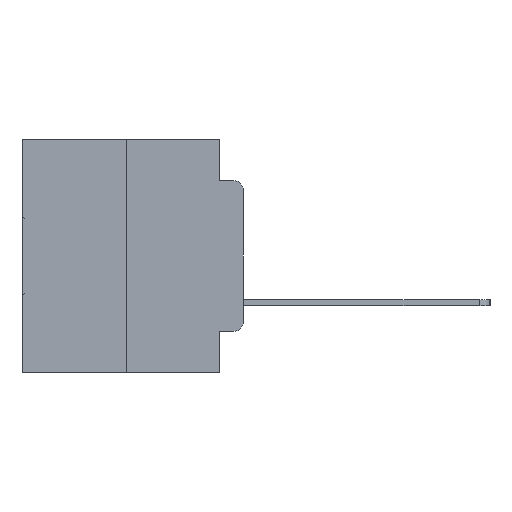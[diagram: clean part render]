
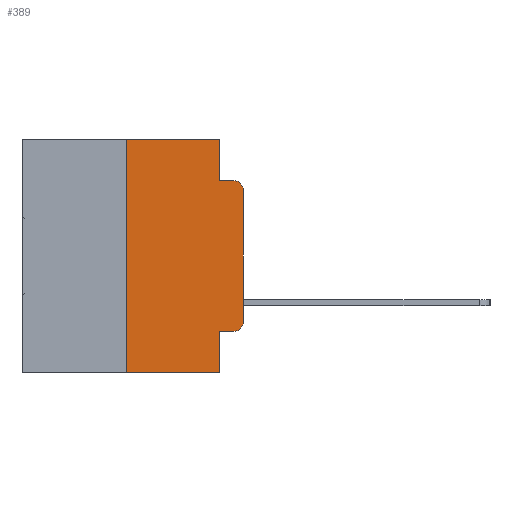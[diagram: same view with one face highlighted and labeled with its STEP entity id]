
A CAD part, left-side view. The second image highlights one B-rep face of the part: STEP entity #389.
In plain terms, the highlighted planar face has unit normal (-1, 0, 0).
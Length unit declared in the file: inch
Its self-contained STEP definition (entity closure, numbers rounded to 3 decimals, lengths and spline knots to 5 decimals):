
#172 = VECTOR ( 'NONE', #27638, 39.37008 ) ;
#389 = ADVANCED_FACE ( 'NONE', ( #19123 ), #13139, .F. ) ;
#689 = VERTEX_POINT ( 'NONE', #17438 ) ;
#2489 = EDGE_CURVE ( 'NONE', #26077, #16191, #11180, .T. ) ;
#2588 = DIRECTION ( 'NONE',  ( -1., 0., 0. ) ) ;
#2811 = VERTEX_POINT ( 'NONE', #4548 ) ;
#3914 = DIRECTION ( 'NONE',  ( 0., 0., 1. ) ) ;
#3915 = CARTESIAN_POINT ( 'NONE',  ( 0., 0., 0. ) ) ;
#4548 = CARTESIAN_POINT ( 'NONE',  ( 0., 0.25, 0. ) ) ;
#4597 = EDGE_CURVE ( 'NONE', #6166, #689, #6603, .T. ) ;
#4677 = ORIENTED_EDGE ( 'NONE', *, *, #16070, .T. ) ;
#5238 = CARTESIAN_POINT ( 'NONE',  ( 0., 0.25, -0.5 ) ) ;
#6166 = VERTEX_POINT ( 'NONE', #13278 ) ;
#6177 = LINE ( 'NONE', #15496, #12401 ) ;
#6603 = LINE ( 'NONE', #20856, #172 ) ;
#7516 = CARTESIAN_POINT ( 'NONE',  ( 0., 0.473, 0. ) ) ;
#7996 = ORIENTED_EDGE ( 'NONE', *, *, #10924, .T. ) ;
#8798 = VECTOR ( 'NONE', #24531, 39.37008 ) ;
#8992 = VERTEX_POINT ( 'NONE', #21542 ) ;
#9080 = ORIENTED_EDGE ( 'NONE', *, *, #20614, .F. ) ;
#9260 = VERTEX_POINT ( 'NONE', #22497 ) ;
#9466 = ORIENTED_EDGE ( 'NONE', *, *, #2489, .T. ) ;
#9823 = CIRCLE ( 'NONE', #16049, 0.02 ) ;
#10924 = EDGE_CURVE ( 'NONE', #8992, #689, #9823, .T. ) ;
#11180 = LINE ( 'NONE', #26376, #22502 ) ;
#11268 = DIRECTION ( 'NONE',  ( 1., 0., 0. ) ) ;
#11343 = DIRECTION ( 'NONE',  ( 0., 0., -1. ) ) ;
#11680 = DIRECTION ( 'NONE',  ( 0., 0., -1. ) ) ;
#11807 = DIRECTION ( 'NONE',  ( -1., 0., 0. ) ) ;
#12138 = AXIS2_PLACEMENT_3D ( 'NONE', #25325, #11807, #27596 ) ;
#12401 = VECTOR ( 'NONE', #3914, 39.37008 ) ;
#12689 = LINE ( 'NONE', #22373, #23959 ) ;
#13139 = PLANE ( 'NONE',  #22573 ) ;
#13152 = CARTESIAN_POINT ( 'NONE',  ( 0., 0.051, 0. ) ) ;
#13278 = CARTESIAN_POINT ( 'NONE',  ( 0., 0.051, -0.0885 ) ) ;
#14014 = EDGE_CURVE ( 'NONE', #21661, #8992, #26904, .T. ) ;
#14867 = ORIENTED_EDGE ( 'NONE', *, *, #4597, .F. ) ;
#15496 = CARTESIAN_POINT ( 'NONE',  ( 0., 0.25, 0. ) ) ;
#15783 = LINE ( 'NONE', #26591, #27035 ) ;
#16049 = AXIS2_PLACEMENT_3D ( 'NONE', #16471, #2588, #18738 ) ;
#16070 = EDGE_CURVE ( 'NONE', #9260, #21661, #25021, .T. ) ;
#16191 = VERTEX_POINT ( 'NONE', #18919 ) ;
#16471 = CARTESIAN_POINT ( 'NONE',  ( 0., 0.02, -0.1085 ) ) ;
#16583 = DIRECTION ( 'NONE',  ( 0., -1., 0. ) ) ;
#16966 = ORIENTED_EDGE ( 'NONE', *, *, #27832, .F. ) ;
#17017 = VERTEX_POINT ( 'NONE', #13152 ) ;
#17438 = CARTESIAN_POINT ( 'NONE',  ( 0., 0.02, -0.0885 ) ) ;
#17886 = VECTOR ( 'NONE', #11680, 39.37008 ) ;
#18738 = DIRECTION ( 'NONE',  ( 0., 0., -1. ) ) ;
#18919 = CARTESIAN_POINT ( 'NONE',  ( 0., 0.051, -0.5 ) ) ;
#18923 = DIRECTION ( 'NONE',  ( 0., -1., 0. ) ) ;
#19090 = ORIENTED_EDGE ( 'NONE', *, *, #23609, .F. ) ;
#19098 = EDGE_CURVE ( 'NONE', #21425, #9260, #12689, .T. ) ;
#19123 = FACE_OUTER_BOUND ( 'NONE', #20369, .T. ) ;
#20138 = VECTOR ( 'NONE', #16583, 39.37008 ) ;
#20369 = EDGE_LOOP ( 'NONE', ( #24695, #7996, #14867, #27528, #16966, #19090, #9466, #9080, #22254, #4677 ) ) ;
#20614 = EDGE_CURVE ( 'NONE', #21425, #16191, #15783, .T. ) ;
#20851 = LINE ( 'NONE', #27809, #20138 ) ;
#20856 = CARTESIAN_POINT ( 'NONE',  ( 0., 0.051, -0.0885 ) ) ;
#21425 = VERTEX_POINT ( 'NONE', #27050 ) ;
#21542 = CARTESIAN_POINT ( 'NONE',  ( 0., 0., -0.1085 ) ) ;
#21661 = VERTEX_POINT ( 'NONE', #23405 ) ;
#21752 = LINE ( 'NONE', #27464, #17886 ) ;
#22254 = ORIENTED_EDGE ( 'NONE', *, *, #19098, .T. ) ;
#22373 = CARTESIAN_POINT ( 'NONE',  ( 0., 0.051, -0.4115 ) ) ;
#22469 = DIRECTION ( 'NONE',  ( 0., -1., 0. ) ) ;
#22497 = CARTESIAN_POINT ( 'NONE',  ( 0., 0.02, -0.4115 ) ) ;
#22502 = VECTOR ( 'NONE', #18923, 39.37008 ) ;
#22573 = AXIS2_PLACEMENT_3D ( 'NONE', #7516, #11268, #11343 ) ;
#23405 = CARTESIAN_POINT ( 'NONE',  ( 0., 0., -0.3915 ) ) ;
#23609 = EDGE_CURVE ( 'NONE', #26077, #2811, #6177, .T. ) ;
#23959 = VECTOR ( 'NONE', #22469, 39.37008 ) ;
#24340 = DIRECTION ( 'NONE',  ( 0., 0., -1. ) ) ;
#24531 = DIRECTION ( 'NONE',  ( 0., 0., 1. ) ) ;
#24695 = ORIENTED_EDGE ( 'NONE', *, *, #14014, .T. ) ;
#25021 = CIRCLE ( 'NONE', #12138, 0.02 ) ;
#25325 = CARTESIAN_POINT ( 'NONE',  ( 0., 0.02, -0.3915 ) ) ;
#26077 = VERTEX_POINT ( 'NONE', #5238 ) ;
#26376 = CARTESIAN_POINT ( 'NONE',  ( 0., 0.473, -0.5 ) ) ;
#26591 = CARTESIAN_POINT ( 'NONE',  ( 0., 0.051, 0. ) ) ;
#26904 = LINE ( 'NONE', #3915, #8798 ) ;
#27035 = VECTOR ( 'NONE', #24340, 39.37008 ) ;
#27050 = CARTESIAN_POINT ( 'NONE',  ( 0., 0.051, -0.4115 ) ) ;
#27464 = CARTESIAN_POINT ( 'NONE',  ( 0., 0.051, 0. ) ) ;
#27528 = ORIENTED_EDGE ( 'NONE', *, *, #29641, .F. ) ;
#27596 = DIRECTION ( 'NONE',  ( 0., 0., -1. ) ) ;
#27638 = DIRECTION ( 'NONE',  ( 0., -1., 0. ) ) ;
#27809 = CARTESIAN_POINT ( 'NONE',  ( 0., 0.473, 0. ) ) ;
#27832 = EDGE_CURVE ( 'NONE', #2811, #17017, #20851, .T. ) ;
#29641 = EDGE_CURVE ( 'NONE', #17017, #6166, #21752, .T. ) ;
